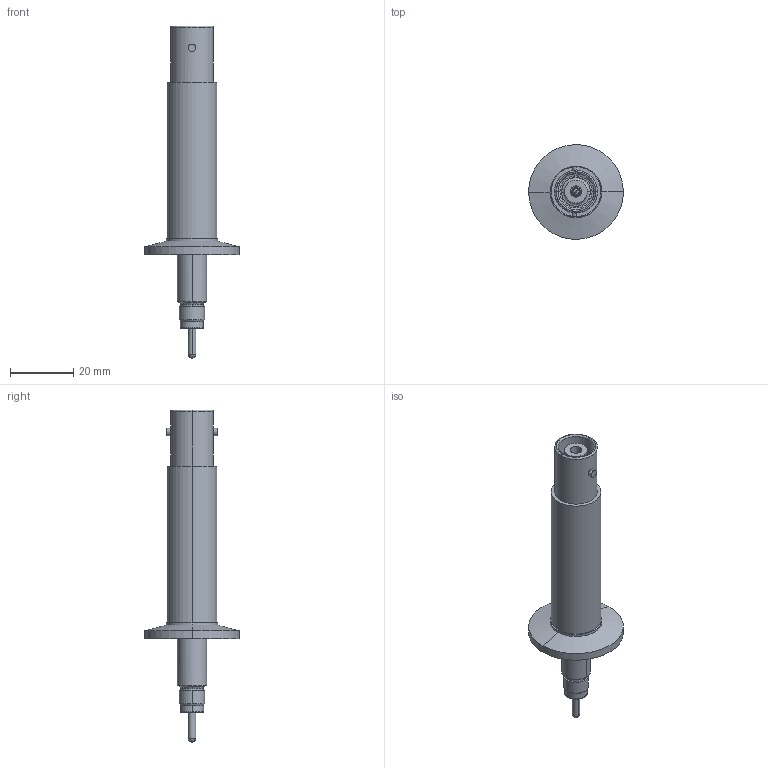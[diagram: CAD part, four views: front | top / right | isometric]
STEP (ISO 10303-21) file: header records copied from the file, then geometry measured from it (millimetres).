
FILE_DESCRIPTION (( 'STEP AP203' ), '1' );
FILE_NAME ('A2094-1-QF.STEP', '2011-10-21T17:26:09', ( '' ), ( '' ), 'SwSTEP 2.0', 'SolidWorks 2011', '' );
FILE_SCHEMA (( 'CONFIG_CONTROL_DESIGN' ));
Length unit declared in the file: inch
Products named in the file (1): A2094-1-QF
Bounding box: 29.97 x 29.97 x 104.95 mm (x, y, z)
Volume: 11445.1 mm3; surface area: 12237.4 mm2
Topology: 1 solids, 1 shells, 101 faces, 222 edges, 144 vertices
Faces by surface type: cylinder 50, plane 23, bspline 18, cone 10
Entity records: 3563 total; most frequent: CARTESIAN_POINT 1224, DIRECTION 516, ORIENTED_EDGE 444, AXIS2_PLACEMENT_3D 228, EDGE_CURVE 222, CIRCLE 144, VERTEX_POINT 144, EDGE_LOOP 122
